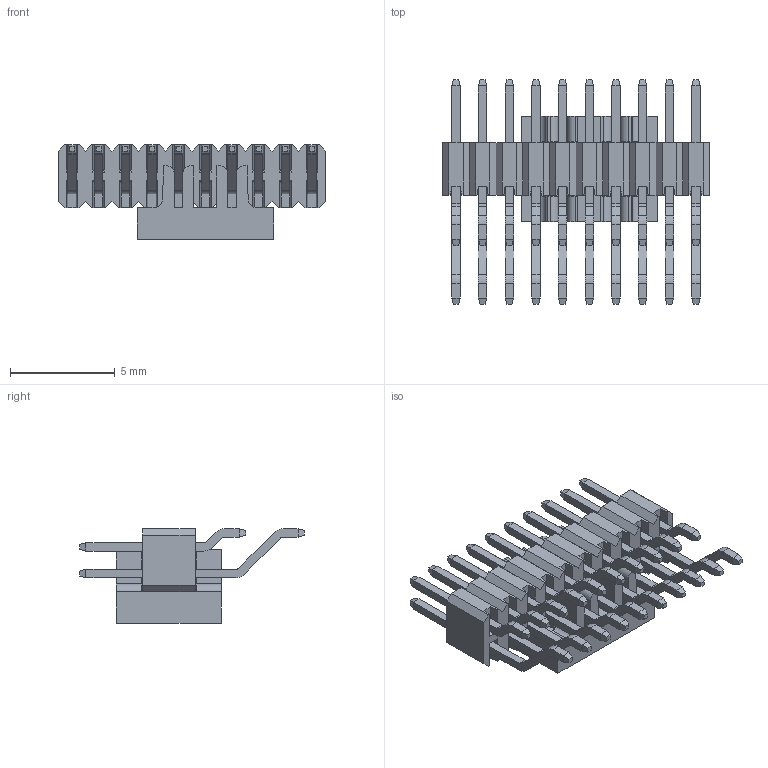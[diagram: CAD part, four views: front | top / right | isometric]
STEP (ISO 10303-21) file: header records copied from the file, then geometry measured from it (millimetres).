
FILE_DESCRIPTION( ('This file contains a STEP AP42 implementation' ,'as created by ZW3D STEP Interface translator.') ,'2;1' );
FILE_NAME( '1325-1210XXZ082XXXX(拸翐).stp' ,'23 317.16 752', (''), ('ZWCAD Software Co.'), 'Version 1.0', 'ZW3D to STEP translator', '' );
FILE_SCHEMA(('AUTOMOTIVE_DESIGN { 1 0 10303 214 1 1 1 1 }'));
Length unit declared in the file: millimetre
Products named in the file (2): 0; 1325-1210XXZ082XXXX(拸翐)
Bounding box: 12.7 x 10.7 x 4.5 mm (x, y, z)
Volume: 168.9 mm3; surface area: 700.1 mm2
Topology: 22 solids, 22 shells, 724 faces, 1900 edges, 1200 vertices
Faces by surface type: plane 632, cylinder 92
Entity records: 22527 total; most frequent: CARTESIAN_POINT 3825, ORIENTED_EDGE 3800, DIRECTION 3534, EDGE_CURVE 1900, VECTOR 1716, LINE 1716, VERTEX_POINT 1200, AXIS2_PLACEMENT_3D 909
